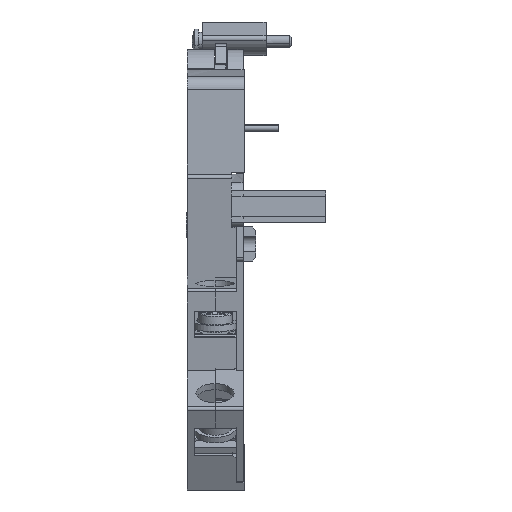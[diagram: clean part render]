
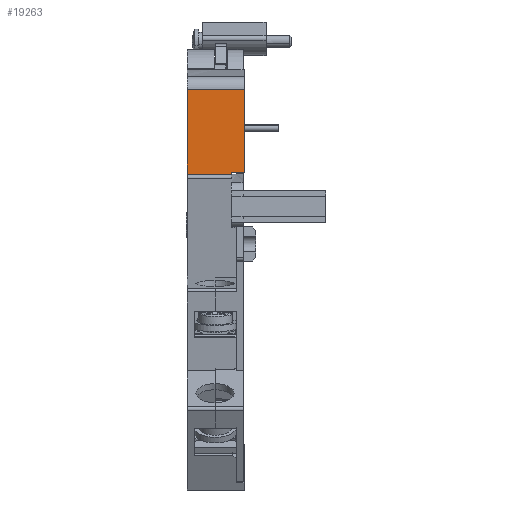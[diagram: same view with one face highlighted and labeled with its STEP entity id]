
A CAD part, left-side view. The second image highlights one B-rep face of the part: STEP entity #19263.
In plain terms, the highlighted planar face has unit normal (-1, 0, 0).
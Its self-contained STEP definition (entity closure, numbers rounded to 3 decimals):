
#2884=DIRECTION('',(0.,0.,1.));
#2885=VECTOR('',#2884,13.327);
#2886=CARTESIAN_POINT('',(-22.4,0.,-12.8));
#2887=LINE('',#2886,#2885);
#5086=DIRECTION('',(0.,-1.,0.));
#5087=VECTOR('',#5086,6.95);
#5088=CARTESIAN_POINT('',(-22.4,0.,-12.8));
#5089=LINE('',#5088,#5087);
#5093=DIRECTION('',(0.,1.,0.));
#5094=VECTOR('',#5093,2.);
#5095=CARTESIAN_POINT('',(-22.4,-8.95,-12.54));
#5096=LINE('',#5095,#5094);
#5100=DIRECTION('',(0.,0.,-1.));
#5101=VECTOR('',#5100,0.26);
#5102=CARTESIAN_POINT('',(-22.4,-6.95,-12.54));
#5103=LINE('',#5102,#5101);
#5107=DIRECTION('',(0.,0.,1.));
#5108=VECTOR('',#5107,13.067);
#5109=CARTESIAN_POINT('',(-22.4,-8.95,-12.54));
#5110=LINE('',#5109,#5108);
#5167=DIRECTION('',(0.,1.,0.));
#5168=VECTOR('',#5167,8.95);
#5169=CARTESIAN_POINT('',(-22.4,-8.95,0.527));
#5170=LINE('',#5169,#5168);
#15827=CARTESIAN_POINT('',(-22.4,-6.95,-12.8));
#15829=VERTEX_POINT('',#15827);
#15831=CARTESIAN_POINT('',(-22.4,-6.95,-12.54));
#15832=VERTEX_POINT('',#15831);
#16052=CARTESIAN_POINT('',(-22.4,-8.95,-12.54));
#16053=VERTEX_POINT('',#16052);
#16119=CARTESIAN_POINT('',(-22.4,0.,-12.8));
#16121=VERTEX_POINT('',#16119);
#16140=CARTESIAN_POINT('',(-22.4,-8.95,0.527));
#16141=VERTEX_POINT('',#16140);
#16142=CARTESIAN_POINT('',(-22.4,0.,0.527));
#16143=VERTEX_POINT('',#16142);
#19247=CARTESIAN_POINT('',(-22.4,-4.475,-6.136));
#19248=DIRECTION('',(1.,0.,0.));
#19249=DIRECTION('',(0.,0.,1.));
#19250=AXIS2_PLACEMENT_3D('',#19247,#19248,#19249);
#19251=PLANE('',#19250);
#19253=ORIENTED_EDGE('',*,*,#19252,.T.);
#19254=ORIENTED_EDGE('',*,*,#19212,.T.);
#19255=ORIENTED_EDGE('',*,*,#19239,.F.);
#19256=ORIENTED_EDGE('',*,*,#17352,.T.);
#19258=ORIENTED_EDGE('',*,*,#19257,.F.);
#19260=ORIENTED_EDGE('',*,*,#19259,.F.);
#19261=EDGE_LOOP('',(#19253,#19254,#19255,#19256,#19258,#19260));
#19262=FACE_OUTER_BOUND('',#19261,.F.);
#17352=EDGE_CURVE('',#16121,#16143,#2887,.T.);
#19212=EDGE_CURVE('',#15832,#15829,#5103,.T.);
#19239=EDGE_CURVE('',#16121,#15829,#5089,.T.);
#19252=EDGE_CURVE('',#16053,#15832,#5096,.T.);
#19257=EDGE_CURVE('',#16141,#16143,#5170,.T.);
#19259=EDGE_CURVE('',#16053,#16141,#5110,.T.);
#19263=ADVANCED_FACE('',(#19262),#19251,.F.);
